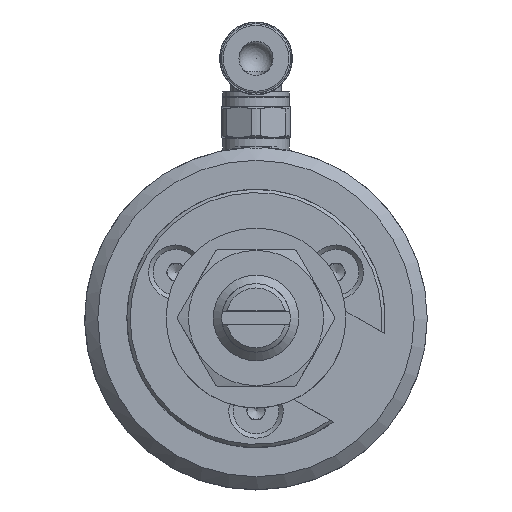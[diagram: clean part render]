
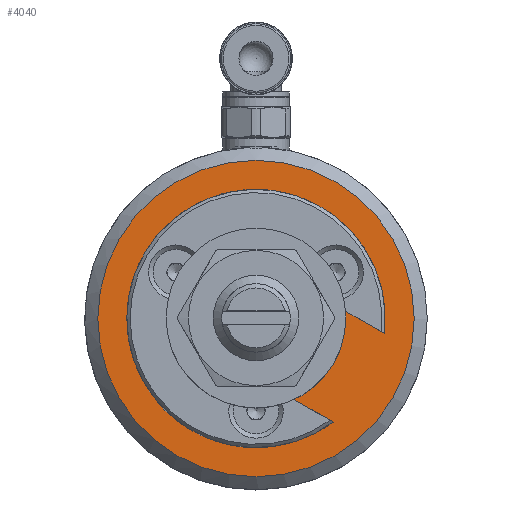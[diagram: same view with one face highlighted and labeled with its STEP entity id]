
A CAD part, top view. The second image highlights one B-rep face of the part: STEP entity #4040.
In plain terms, the highlighted face is planar.
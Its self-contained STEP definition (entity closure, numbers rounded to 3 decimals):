
#312=PLANE('',#4482);
#391=FACE_BOUND('',#844,.T.);
#392=FACE_BOUND('',#845,.T.);
#393=FACE_BOUND('',#846,.T.);
#394=FACE_BOUND('',#847,.T.);
#559=FACE_OUTER_BOUND('',#843,.T.);
#843=EDGE_LOOP('',(#2943));
#844=EDGE_LOOP('',(#2944));
#845=EDGE_LOOP('',(#2945));
#846=EDGE_LOOP('',(#2946));
#847=EDGE_LOOP('',(#2947));
#1436=CIRCLE('',#4453,1.5);
#1440=CIRCLE('',#4460,1.5);
#1444=CIRCLE('',#4467,1.5);
#1449=CIRCLE('',#4475,6.483);
#1452=CIRCLE('',#4479,18.479);
#1772=VERTEX_POINT('',#6473);
#1777=VERTEX_POINT('',#6488);
#1782=VERTEX_POINT('',#6503);
#1787=VERTEX_POINT('',#6519);
#1791=VERTEX_POINT('',#6533);
#2183=EDGE_CURVE('',#1772,#1772,#1436,.T.);
#2190=EDGE_CURVE('',#1777,#1777,#1440,.T.);
#2197=EDGE_CURVE('',#1782,#1782,#1444,.T.);
#2204=EDGE_CURVE('',#1787,#1787,#1449,.T.);
#2209=EDGE_CURVE('',#1791,#1791,#1452,.T.);
#2943=ORIENTED_EDGE('',*,*,#2209,.T.);
#2944=ORIENTED_EDGE('',*,*,#2183,.F.);
#2945=ORIENTED_EDGE('',*,*,#2190,.F.);
#2946=ORIENTED_EDGE('',*,*,#2197,.F.);
#2947=ORIENTED_EDGE('',*,*,#2204,.F.);
#4040=ADVANCED_FACE('',(#559,#391,#392,#393,#394),#312,.T.);
#4453=AXIS2_PLACEMENT_3D('',#6475,#5165,#5166);
#4460=AXIS2_PLACEMENT_3D('',#6490,#5182,#5183);
#4467=AXIS2_PLACEMENT_3D('',#6505,#5199,#5200);
#4475=AXIS2_PLACEMENT_3D('',#6520,#5217,#5218);
#4479=AXIS2_PLACEMENT_3D('',#6535,#5226,#5227);
#4482=AXIS2_PLACEMENT_3D('',#6584,#5235,#5236);
#5165=DIRECTION('center_axis',(0.,1.,0.));
#5166=DIRECTION('ref_axis',(0.,0.,1.));
#5182=DIRECTION('center_axis',(0.,1.,0.));
#5183=DIRECTION('ref_axis',(0.,0.,1.));
#5199=DIRECTION('center_axis',(0.,1.,0.));
#5200=DIRECTION('ref_axis',(0.,0.,1.));
#5217=DIRECTION('center_axis',(0.,1.,0.));
#5218=DIRECTION('ref_axis',(0.,0.,1.));
#5226=DIRECTION('center_axis',(0.,1.,0.));
#5227=DIRECTION('ref_axis',(0.,0.,1.));
#5235=DIRECTION('center_axis',(0.,1.,0.));
#5236=DIRECTION('ref_axis',(0.,0.,1.));
#6473=CARTESIAN_POINT('',(5.397,12.014,7.849));
#6475=CARTESIAN_POINT('Origin',(5.397,12.014,9.349));
#6488=CARTESIAN_POINT('',(5.398,12.014,-10.849));
#6490=CARTESIAN_POINT('Origin',(5.398,12.014,-9.349));
#6503=CARTESIAN_POINT('',(-10.795,12.014,-1.5));
#6505=CARTESIAN_POINT('Origin',(-10.795,12.014,0.));
#6519=CARTESIAN_POINT('',(6.483,12.014,0.));
#6520=CARTESIAN_POINT('Origin',(0.,12.014,0.));
#6533=CARTESIAN_POINT('',(0.,12.014,18.479));
#6535=CARTESIAN_POINT('Origin',(0.,12.014,0.));
#6584=CARTESIAN_POINT('Origin',(0.,12.014,0.));
